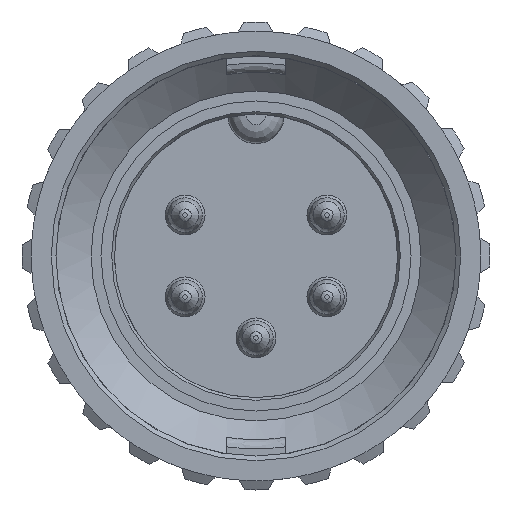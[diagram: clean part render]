
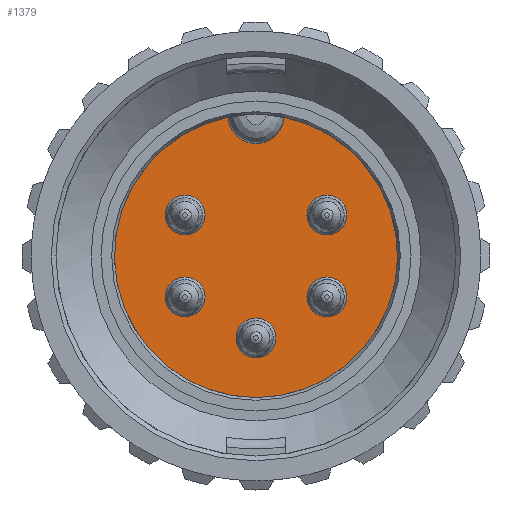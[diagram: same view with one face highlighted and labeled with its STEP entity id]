
A CAD part, front view. The second image highlights one B-rep face of the part: STEP entity #1379.
In plain terms, the highlighted planar face has unit normal (0, -1, 0).
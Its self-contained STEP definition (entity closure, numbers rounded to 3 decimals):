
#1379=ADVANCED_FACE('4-0-17',(#3260,#3261,#3262,#3263,#3264,#3265),#1709,
 .T.);
#1709=PLANE('',#9727);
#3260=FACE_BOUND('',#3617,.T.);
#3261=FACE_BOUND('',#3618,.T.);
#3262=FACE_BOUND('',#3619,.T.);
#3263=FACE_BOUND('',#3620,.T.);
#3264=FACE_BOUND('',#3621,.T.);
#3265=FACE_BOUND('',#3622,.T.);
#3617=EDGE_LOOP('',(#5490));
#3618=EDGE_LOOP('',(#5491));
#3619=EDGE_LOOP('',(#5492));
#3620=EDGE_LOOP('',(#5493));
#3621=EDGE_LOOP('',(#5494));
#3622=EDGE_LOOP('',(#5495,#5496));
#5490=ORIENTED_EDGE('',*,*,#8267,.T.);
#5491=ORIENTED_EDGE('',*,*,#8266,.T.);
#5492=ORIENTED_EDGE('',*,*,#8265,.T.);
#5493=ORIENTED_EDGE('',*,*,#8264,.T.);
#5494=ORIENTED_EDGE('',*,*,#8263,.T.);
#5495=ORIENTED_EDGE('',*,*,#8268,.T.);
#5496=ORIENTED_EDGE('',*,*,#8269,.F.);
#7135=VERTEX_POINT('',#15109);
#7136=VERTEX_POINT('',#15112);
#7137=VERTEX_POINT('',#15115);
#7138=VERTEX_POINT('',#15118);
#7139=VERTEX_POINT('',#15121);
#7140=VERTEX_POINT('',#15124);
#7141=VERTEX_POINT('',#15125);
#8263=EDGE_CURVE('',#7135,#7135,#9011,.T.);
#8264=EDGE_CURVE('',#7136,#7136,#9012,.T.);
#8265=EDGE_CURVE('',#7137,#7137,#9013,.T.);
#8266=EDGE_CURVE('',#7138,#7138,#9014,.T.);
#8267=EDGE_CURVE('',#7139,#7139,#9015,.T.);
#8268=EDGE_CURVE('',#7140,#7141,#9016,.T.);
#8269=EDGE_CURVE('',#7140,#7141,#9017,.T.);
#9011=CIRCLE('',#9715,0.853);
#9012=CIRCLE('',#9717,0.853);
#9013=CIRCLE('',#9719,0.853);
#9014=CIRCLE('',#9721,0.853);
#9015=CIRCLE('',#9723,0.853);
#9016=CIRCLE('',#9725,1.2);
#9017=CIRCLE('',#9726,6.05);
#9715=AXIS2_PLACEMENT_3D('',#15108,#11609,#11610);
#9717=AXIS2_PLACEMENT_3D('',#15111,#11613,#11614);
#9719=AXIS2_PLACEMENT_3D('',#15114,#11617,#11618);
#9721=AXIS2_PLACEMENT_3D('',#15117,#11621,#11622);
#9723=AXIS2_PLACEMENT_3D('',#15120,#11625,#11626);
#9725=AXIS2_PLACEMENT_3D('',#15123,#11629,#11630);
#9726=AXIS2_PLACEMENT_3D('',#15126,#11631,#11632);
#9727=AXIS2_PLACEMENT_3D('',#15127,#11633,#11634);
#11609=DIRECTION('',(0.,1.,0.));
#11610=DIRECTION('',(0.866,0.,0.5));
#11613=DIRECTION('',(0.,1.,0.));
#11614=DIRECTION('',(0.,0.,1.));
#11617=DIRECTION('',(0.,1.,0.));
#11618=DIRECTION('',(-0.866,0.,0.5));
#11621=DIRECTION('',(0.,1.,0.));
#11622=DIRECTION('',(-0.866,0.,-0.5));
#11625=DIRECTION('',(0.,1.,0.));
#11626=DIRECTION('',(0.,0.,-1.));
#11629=DIRECTION('',(0.,1.,0.));
#11630=DIRECTION('',(0.998,0.,-0.058));
#11631=DIRECTION('',(0.,1.,0.));
#11632=DIRECTION('',(0.198,0.,0.98));
#11633=DIRECTION('',(0.,-1.,0.));
#11634=DIRECTION('',(-1.,0.,0.));
#15108=CARTESIAN_POINT('',(11.969,-25.05,1.75));
#15109=CARTESIAN_POINT('',(12.708,-25.05,2.176));
#15111=CARTESIAN_POINT('',(11.969,-25.05,-1.75));
#15112=CARTESIAN_POINT('',(11.969,-25.05,-0.897));
#15114=CARTESIAN_POINT('',(15.,-25.05,-3.5));
#15115=CARTESIAN_POINT('',(14.261,-25.05,-3.074));
#15117=CARTESIAN_POINT('',(18.031,-25.05,-1.75));
#15118=CARTESIAN_POINT('',(17.292,-25.05,-2.176));
#15120=CARTESIAN_POINT('',(18.031,-25.05,1.75));
#15121=CARTESIAN_POINT('',(18.031,-25.05,0.897));
#15123=CARTESIAN_POINT('',(15.,-25.05,6.));
#15124=CARTESIAN_POINT('',(16.198,-25.05,5.93));
#15125=CARTESIAN_POINT('',(13.802,-25.05,5.93));
#15126=CARTESIAN_POINT('',(15.,-25.05,0.));
#15127=CARTESIAN_POINT('',(21.655,-25.05,6.655));
